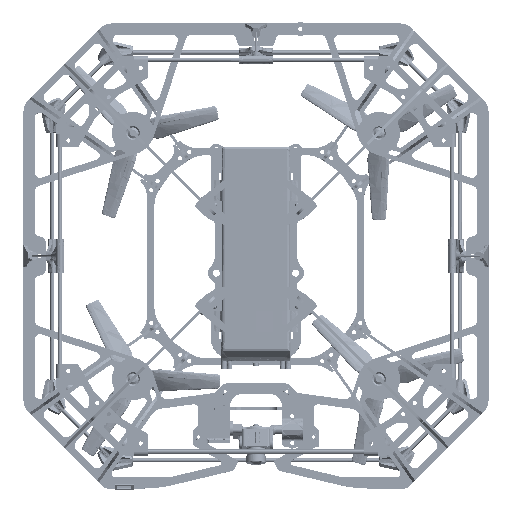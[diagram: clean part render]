
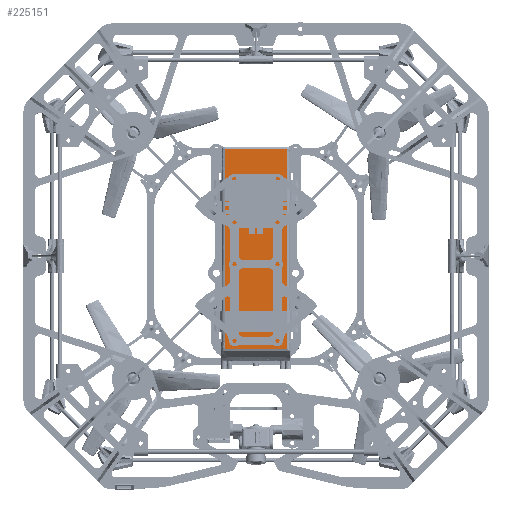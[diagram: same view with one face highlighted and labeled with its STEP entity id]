
A CAD part, top view. The second image highlights one B-rep face of the part: STEP entity #225151.
In plain terms, the highlighted free-form (B-spline) face has degree [1, 1] with [2, 2] control points.
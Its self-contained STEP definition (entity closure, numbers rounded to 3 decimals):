
#225151 = ADVANCED_FACE('',(#225152),#225182,.F.);
#225152 = FACE_BOUND('',#225153,.T.);
#225153 = EDGE_LOOP('',(#225154,#225163,#225170,#225177));
#225154 = ORIENTED_EDGE('',*,*,#225155,.T.);
#225155 = EDGE_CURVE('',#225156,#225158,#225160,.T.);
#225156 = VERTEX_POINT('',#225157);
#225157 = CARTESIAN_POINT('',(27.708,-119.597,
    517.701));
#225158 = VERTEX_POINT('',#225159);
#225159 = CARTESIAN_POINT('',(86.26,-119.597,
    517.701));
#225160 = B_SPLINE_CURVE_WITH_KNOTS('',1,(#225161,#225162),
  .UNSPECIFIED.,.F.,.F.,(2,2),(-47.,-2.),.PIECEWISE_BEZIER_KNOTS.);
#225161 = CARTESIAN_POINT('',(27.708,-119.597,
    517.701));
#225162 = CARTESIAN_POINT('',(86.26,-119.597,
    517.701));
#225163 = ORIENTED_EDGE('',*,*,#225164,.T.);
#225164 = EDGE_CURVE('',#225158,#225165,#225167,.T.);
#225165 = VERTEX_POINT('',#225166);
#225166 = CARTESIAN_POINT('',(86.26,66.873,
    517.701));
#225167 = B_SPLINE_CURVE_WITH_KNOTS('',1,(#225168,#225169),
  .UNSPECIFIED.,.F.,.F.,(2,2),(8.69,152.),
  .PIECEWISE_BEZIER_KNOTS.);
#225168 = CARTESIAN_POINT('',(86.26,-119.597,
    517.701));
#225169 = CARTESIAN_POINT('',(86.26,66.873,
    517.701));
#225170 = ORIENTED_EDGE('',*,*,#225171,.T.);
#225171 = EDGE_CURVE('',#225165,#225172,#225174,.T.);
#225172 = VERTEX_POINT('',#225173);
#225173 = CARTESIAN_POINT('',(27.708,66.873,
    517.701));
#225174 = B_SPLINE_CURVE_WITH_KNOTS('',1,(#225175,#225176),
  .UNSPECIFIED.,.F.,.F.,(2,2),(2.,47.),.PIECEWISE_BEZIER_KNOTS.);
#225175 = CARTESIAN_POINT('',(86.26,66.873,
    517.701));
#225176 = CARTESIAN_POINT('',(27.708,66.873,
    517.701));
#225177 = ORIENTED_EDGE('',*,*,#225178,.T.);
#225178 = EDGE_CURVE('',#225172,#225156,#225179,.T.);
#225179 = B_SPLINE_CURVE_WITH_KNOTS('',1,(#225180,#225181),
  .UNSPECIFIED.,.F.,.F.,(2,2),(-152.,-8.69),
  .PIECEWISE_BEZIER_KNOTS.);
#225180 = CARTESIAN_POINT('',(27.708,66.873,
    517.701));
#225181 = CARTESIAN_POINT('',(27.708,-119.597,
    517.701));
#225182 = B_SPLINE_SURFACE_WITH_KNOTS('',1,1,(
    (#225183,#225184)
    ,(#225185,#225186
  )),.UNSPECIFIED.,.F.,.F.,.F.,(2,2),(2,2),(-47.,-2.),(-152.,
    -8.69),.PIECEWISE_BEZIER_KNOTS.);
#225183 = CARTESIAN_POINT('',(27.708,66.873,
    517.701));
#225184 = CARTESIAN_POINT('',(27.708,-119.597,
    517.701));
#225185 = CARTESIAN_POINT('',(86.26,66.873,
    517.701));
#225186 = CARTESIAN_POINT('',(86.26,-119.597,
    517.701));
